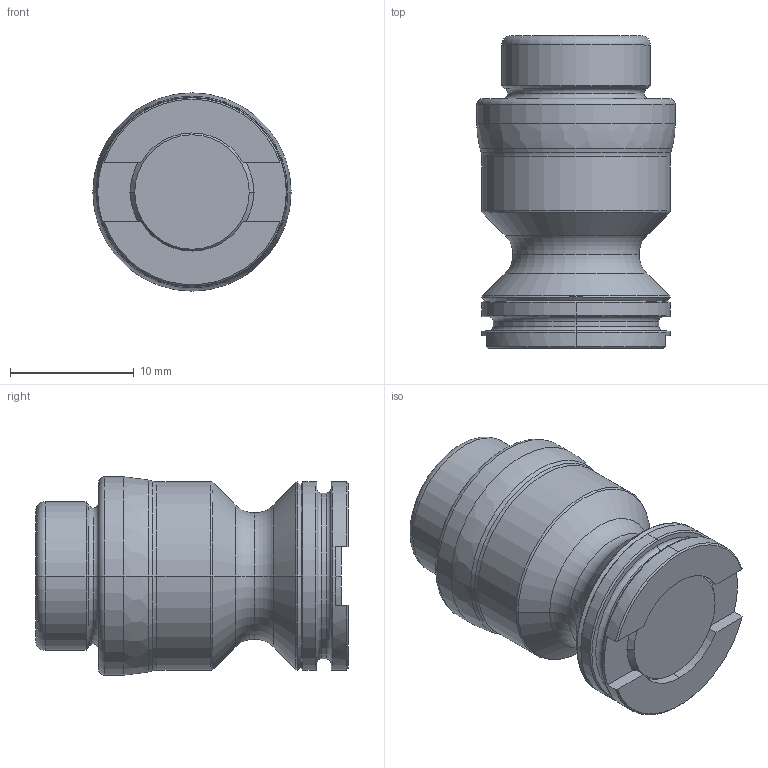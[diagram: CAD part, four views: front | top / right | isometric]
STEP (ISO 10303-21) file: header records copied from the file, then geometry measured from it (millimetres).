
FILE_DESCRIPTION (( 'STEP AP214' ), '1' );
FILE_NAME ('D_PS16F-PY.STEP', '2020-07-28T18:41:32', ( '' ), ( '' ), 'SwSTEP 2.0', 'SolidWorks 2018', '' );
FILE_SCHEMA (( 'AUTOMOTIVE_DESIGN' ));
Length unit declared in the file: millimetre
Products named in the file (3): D_PS16F-PY_HARD TURN; D_PS16F-PY; D_RL52-PY
Assembly tree (2 placements, depth 2):
  D_PS16F-PY
    D_PS16F-PY_HARD TURN
    D_RL52-PY
Bounding box: 16 x 25.23 x 16 mm (x, y, z)
Volume: 3719.4 mm3; surface area: 1936.9 mm2
Topology: 2 solids, 2 shells, 74 faces, 160 edges, 92 vertices
Faces by surface type: torus 28, cone 17, cylinder 15, plane 14
Entity records: 2241 total; most frequent: DIRECTION 418, CARTESIAN_POINT 355, ORIENTED_EDGE 320, AXIS2_PLACEMENT_3D 187, EDGE_CURVE 160, CIRCLE 108, VERTEX_POINT 92, EDGE_LOOP 78
